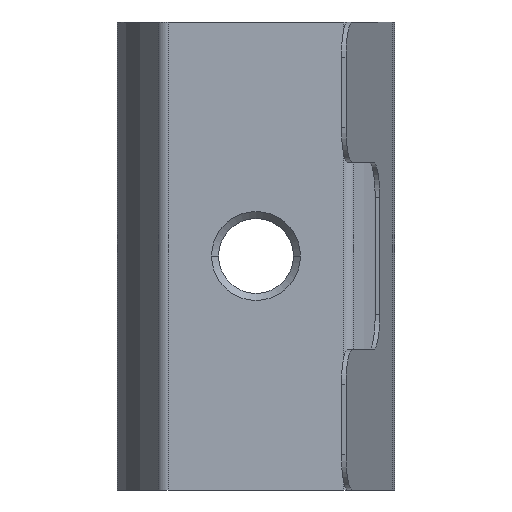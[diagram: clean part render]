
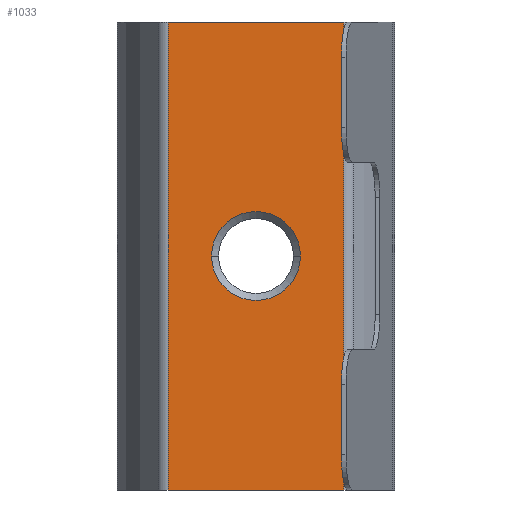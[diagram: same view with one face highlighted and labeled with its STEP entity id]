
A CAD part, front view. The second image highlights one B-rep face of the part: STEP entity #1033.
In plain terms, the highlighted planar face has unit normal (0, -1, 0).
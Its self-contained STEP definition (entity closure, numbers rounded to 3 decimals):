
#20 = ORIENTED_EDGE ( 'NONE', *, *, #706, .T. ) ;
#34 = VECTOR ( 'NONE', #126, 1000. ) ;
#36 = CARTESIAN_POINT ( 'NONE',  ( -3.76, -2.75, -10. ) ) ;
#39 = ORIENTED_EDGE ( 'NONE', *, *, #943, .T. ) ;
#55 = CARTESIAN_POINT ( 'NONE',  ( 3.76, -2.75, 10. ) ) ;
#79 = VECTOR ( 'NONE', #144, 1000. ) ;
#87 = CARTESIAN_POINT ( 'NONE',  ( -1.9, -2.75, 0. ) ) ;
#96 = DIRECTION ( 'NONE',  ( -1., 0., 0. ) ) ;
#106 = CARTESIAN_POINT ( 'NONE',  ( 0., -2.75, 0. ) ) ;
#126 = DIRECTION ( 'NONE',  ( 1., 0., 0. ) ) ;
#139 = AXIS2_PLACEMENT_3D ( 'NONE', #363, #1307, #168 ) ;
#144 = DIRECTION ( 'NONE',  ( 0., 0., -1. ) ) ;
#148 = CIRCLE ( 'NONE', #448, 1.9 ) ;
#151 = PLANE ( 'NONE',  #139 ) ;
#166 = ORIENTED_EDGE ( 'NONE', *, *, #902, .T. ) ;
#168 = DIRECTION ( 'NONE',  ( -1., 0., 0. ) ) ;
#220 = EDGE_CURVE ( 'NONE', #388, #999, #673, .T. ) ;
#252 = AXIS2_PLACEMENT_3D ( 'NONE', #106, #1324, #96 ) ;
#357 = LINE ( 'NONE', #751, #79 ) ;
#358 = EDGE_LOOP ( 'NONE', ( #502, #846 ) ) ;
#363 = CARTESIAN_POINT ( 'NONE',  ( 4., -2.75, 10. ) ) ;
#379 = EDGE_LOOP ( 'NONE', ( #39, #20, #395, #166 ) ) ;
#388 = VERTEX_POINT ( 'NONE', #1153 ) ;
#395 = ORIENTED_EDGE ( 'NONE', *, *, #220, .F. ) ;
#432 = EDGE_CURVE ( 'NONE', #643, #536, #148, .T. ) ;
#448 = AXIS2_PLACEMENT_3D ( 'NONE', #967, #665, #657 ) ;
#469 = CARTESIAN_POINT ( 'NONE',  ( 1.9, -2.75, 0. ) ) ;
#475 = CARTESIAN_POINT ( 'NONE',  ( 3.76, -2.75, -10. ) ) ;
#502 = ORIENTED_EDGE ( 'NONE', *, *, #1156, .T. ) ;
#513 = LINE ( 'NONE', #769, #728 ) ;
#536 = VERTEX_POINT ( 'NONE', #469 ) ;
#643 = VERTEX_POINT ( 'NONE', #87 ) ;
#657 = DIRECTION ( 'NONE',  ( -1., 0., 0. ) ) ;
#665 = DIRECTION ( 'NONE',  ( 0., 1., 0. ) ) ;
#673 = LINE ( 'NONE', #738, #34 ) ;
#696 = CARTESIAN_POINT ( 'NONE',  ( 3.76, -2.75, 10. ) ) ;
#706 = EDGE_CURVE ( 'NONE', #1005, #999, #765, .T. ) ;
#728 = VECTOR ( 'NONE', #868, 1000. ) ;
#738 = CARTESIAN_POINT ( 'NONE',  ( 4., -2.75, 10. ) ) ;
#751 = CARTESIAN_POINT ( 'NONE',  ( -3.76, -2.75, 10. ) ) ;
#765 = LINE ( 'NONE', #696, #1204 ) ;
#769 = CARTESIAN_POINT ( 'NONE',  ( 4., -2.75, -10. ) ) ;
#844 = FACE_BOUND ( 'NONE', #358, .T. ) ;
#846 = ORIENTED_EDGE ( 'NONE', *, *, #432, .T. ) ;
#851 = VERTEX_POINT ( 'NONE', #36 ) ;
#868 = DIRECTION ( 'NONE',  ( 1., 0., 0. ) ) ;
#902 = EDGE_CURVE ( 'NONE', #388, #851, #357, .T. ) ;
#943 = EDGE_CURVE ( 'NONE', #851, #1005, #513, .T. ) ;
#967 = CARTESIAN_POINT ( 'NONE',  ( 0., -2.75, 0. ) ) ;
#999 = VERTEX_POINT ( 'NONE', #55 ) ;
#1005 = VERTEX_POINT ( 'NONE', #475 ) ;
#1033 = ADVANCED_FACE ( 'NONE', ( #844, #1062 ), #151, .F. ) ;
#1062 = FACE_OUTER_BOUND ( 'NONE', #379, .T. ) ;
#1153 = CARTESIAN_POINT ( 'NONE',  ( -3.76, -2.75, 10. ) ) ;
#1156 = EDGE_CURVE ( 'NONE', #536, #643, #1300, .T. ) ;
#1204 = VECTOR ( 'NONE', #1322, 1000. ) ;
#1300 = CIRCLE ( 'NONE', #252, 1.9 ) ;
#1307 = DIRECTION ( 'NONE',  ( 0., 1., 0. ) ) ;
#1322 = DIRECTION ( 'NONE',  ( 0., 0., 1. ) ) ;
#1324 = DIRECTION ( 'NONE',  ( 0., 1., 0. ) ) ;
